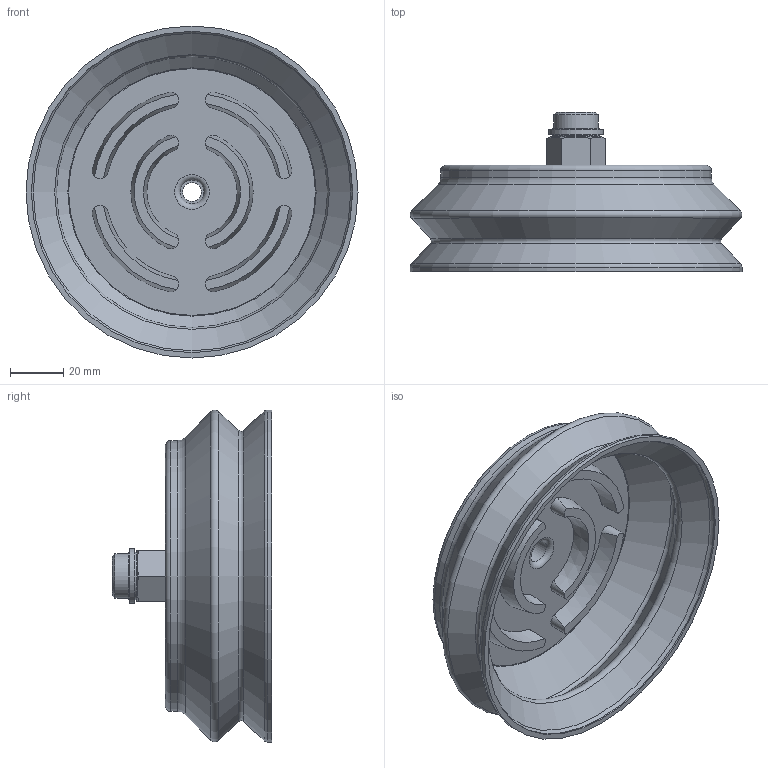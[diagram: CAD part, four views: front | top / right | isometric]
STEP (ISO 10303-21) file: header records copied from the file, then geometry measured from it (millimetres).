
FILE_DESCRIPTION(/* description */ ('STEP AP214'),/* implementation_level */ '2;1');
FILE_NAME(/* name */ '152609_VASB-125-3_8-NBR',/* time_stamp */ '2024-09-12T10:12:13+02:00',/* author */ ('License CC BY-ND 4.0'),/* organization */ ('CADENAS'),/* preprocessor_version */ 'ST-DEVELOPER v19.3',/* originating_system */ 'PARTsolutions',/* authorisation */ ' ');
FILE_SCHEMA (('AUTOMOTIVE_DESIGN {1 0 10303 214 3 1 1}'));
Length unit declared in the file: millimetre
Products named in the file (1): 152609 VASB-125-3/8-NBR
Bounding box: 125 x 60 x 125 mm (x, y, z)
Volume: 121989.8 mm3; surface area: 55162.8 mm2
Topology: 1 solids, 1 shells, 83 faces, 176 edges, 109 vertices
Faces by surface type: cone 27, cylinder 23, plane 22, torus 11
Full cylindrical faces by diameter (mm): 7 x1, 9 x1, 16.65 x1, 16.662 x1, 17.9 x2, 19 x1, 20.5 x1, 102 x1, 121 x1, 125 x1
Entity records: 2276 total; most frequent: CARTESIAN_POINT 584, DIRECTION 368, ORIENTED_EDGE 284, AXIS2_PLACEMENT_3D 178, EDGE_CURVE 142, EDGE_LOOP 130, FACE_BOUND 130, VERTEX_POINT 106
